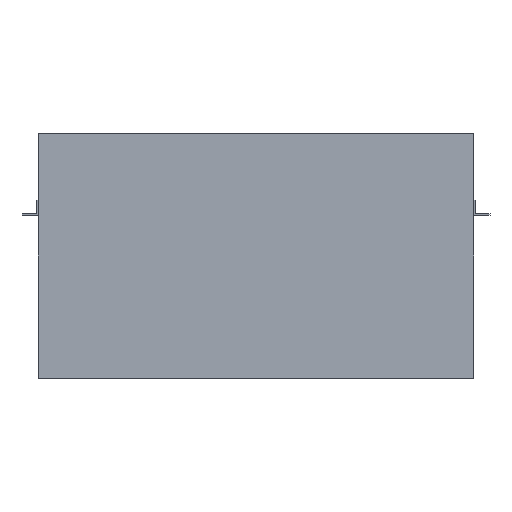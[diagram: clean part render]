
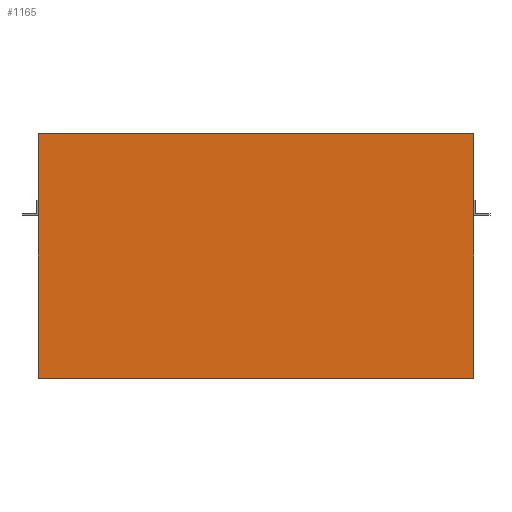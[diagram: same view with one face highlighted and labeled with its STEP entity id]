
A CAD part, front view. The second image highlights one B-rep face of the part: STEP entity #1165.
In plain terms, the highlighted planar face has unit normal (0, -1, 0).
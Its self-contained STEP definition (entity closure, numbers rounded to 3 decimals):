
#1059=CARTESIAN_POINT('POINT69',(-543.56,0.,0.));
#1060=VERTEX_POINT('VERTEX69',#1059);
#1061=CARTESIAN_POINT('POINT70',(-543.56,0.,304.8));
#1062=VERTEX_POINT('VERTEX70',#1061);
#1063=CARTESIAN_POINT('POS115',(-543.56,0.,0.));
#1064=DIRECTION('DIR159',(0.,0.,1.));
#1065=VECTOR('VEC71',#1064,25.4);
#1066=LINE('STRAIGHT71',#1063,#1065);
#1067=EDGE_CURVE('EDGE103',#1060,#1062,#1066,.T.);
#1111=CARTESIAN_POINT('POINT73',(0.,0.,0.));
#1112=VERTEX_POINT('VERTEX73',#1111);
#1113=CARTESIAN_POINT('POS120',(-543.56,0.,0.));
#1114=DIRECTION('DIR165',(1.,0.,0.));
#1115=VECTOR('VEC75',#1114,25.4);
#1116=LINE('STRAIGHT75',#1113,#1115);
#1117=EDGE_CURVE('EDGE107',#1060,#1112,#1116,.T.);
#1142=CARTESIAN_POINT('POINT75',(0.,0.,304.8));
#1143=VERTEX_POINT('VERTEX75',#1142);
#1144=CARTESIAN_POINT('POS124',(0.,0.,0.));
#1145=DIRECTION('DIR170',(0.,0.,1.));
#1146=VECTOR('VEC78',#1145,25.4);
#1147=LINE('STRAIGHT78',#1144,#1146);
#1148=EDGE_CURVE('EDGE110',#1112,#1143,#1147,.T.);
#1149=ORIENTED_EDGE('COEDGE213',*,*,#1148,.T.);
#1150=CARTESIAN_POINT('POS125',(-543.56,0.,304.8));
#1151=DIRECTION('DIR171',(1.,0.,0.));
#1152=VECTOR('VEC79',#1151,25.4);
#1153=LINE('STRAIGHT79',#1150,#1152);
#1154=EDGE_CURVE('EDGE111',#1062,#1143,#1153,.T.);
#1155=ORIENTED_EDGE('COEDGE214',*,*,#1154,.F.);
#1156=ORIENTED_EDGE('COEDGE215',*,*,#1067,.F.);
#1157=ORIENTED_EDGE('COEDGE216',*,*,#1117,.T.);
#1158=EDGE_LOOP('NONE',(#1149,#1155,#1156,#1157));
#1159=FACE_BOUND('LOOP1',#1158,.T.);
#1160=CARTESIAN_POINT('POS126',(-543.56,0.,0.));
#1161=DIRECTION('DIR172',(0.,-1.,0.));
#1162=DIRECTION('DIR173',(1.,0.,0.));
#1163=AXIS2_PLACEMENT_3D('AXIS47',#1160,#1161,#1162);
#1164=PLANE('PLANE23',#1163);
#1165=ADVANCED_FACE('FACE39',(#1159),#1164,.T.);
